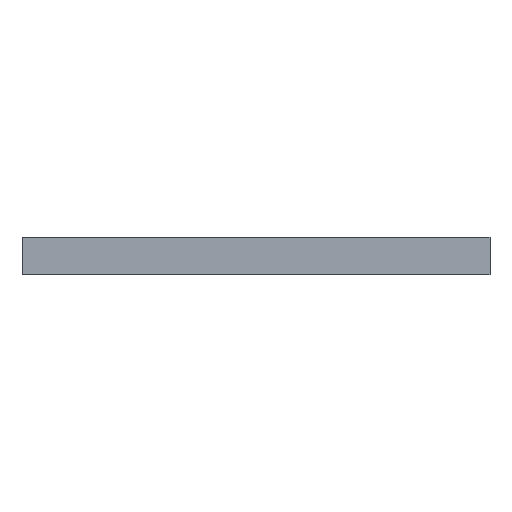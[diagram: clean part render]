
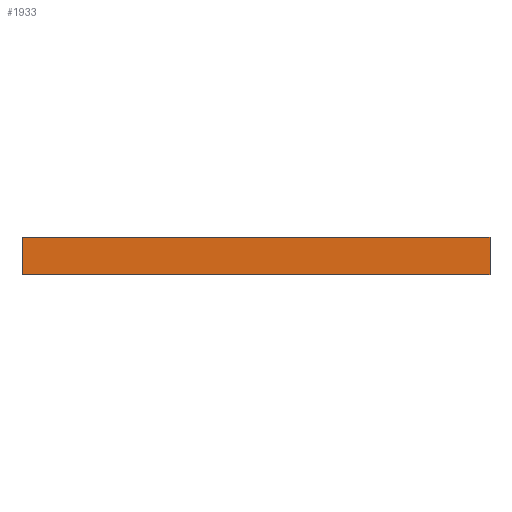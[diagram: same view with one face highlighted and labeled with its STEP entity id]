
A CAD part, front view. The second image highlights one B-rep face of the part: STEP entity #1933.
In plain terms, the highlighted planar face has unit normal (0, -1, 0).
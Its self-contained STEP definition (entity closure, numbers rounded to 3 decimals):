
#1872=CARTESIAN_POINT('POINT132',(74.,-70.,12.));
#1873=VERTEX_POINT('VERTEX132',#1872);
#1880=CARTESIAN_POINT('POINT133',(74.,-70.,0.));
#1881=VERTEX_POINT('VERTEX133',#1880);
#1882=CARTESIAN_POINT('POS204',(74.,-70.,0.));
#1883=DIRECTION('DIR302',(0.,0.,1.));
#1884=VECTOR('VEC106',#1883,1.);
#1885=LINE('STRAIGHT106',#1882,#1884);
#1886=EDGE_CURVE('EDGE187',#1881,#1873,#1885,.T.);
#1903=CARTESIAN_POINT('POINT134',(-74.,-70.,12.));
#1904=VERTEX_POINT('VERTEX134',#1903);
#1905=CARTESIAN_POINT('POS207',(74.,-70.,12.));
#1906=DIRECTION('DIR306',(-1.,0.,0.));
#1907=VECTOR('VEC108',#1906,1.);
#1908=LINE('STRAIGHT108',#1905,#1907);
#1909=EDGE_CURVE('EDGE189',#1873,#1904,#1908,.T.);
#1910=ORIENTED_EDGE('COEDGE317',*,*,#1909,.T.);
#1911=CARTESIAN_POINT('POINT135',(-74.,-70.,0.));
#1912=VERTEX_POINT('VERTEX135',#1911);
#1913=CARTESIAN_POINT('POS208',(-74.,-70.,0.));
#1914=DIRECTION('DIR307',(0.,0.,1.));
#1915=VECTOR('VEC109',#1914,1.);
#1916=LINE('STRAIGHT109',#1913,#1915);
#1917=EDGE_CURVE('EDGE190',#1912,#1904,#1916,.T.);
#1918=ORIENTED_EDGE('COEDGE318',*,*,#1917,.F.);
#1919=CARTESIAN_POINT('POS209',(74.,-70.,0.));
#1920=DIRECTION('DIR308',(-1.,0.,0.));
#1921=VECTOR('VEC110',#1920,1.);
#1922=LINE('STRAIGHT110',#1919,#1921);
#1923=EDGE_CURVE('EDGE191',#1881,#1912,#1922,.T.);
#1924=ORIENTED_EDGE('COEDGE319',*,*,#1923,.F.);
#1925=ORIENTED_EDGE('COEDGE320',*,*,#1886,.T.);
#1926=EDGE_LOOP('NONE',(#1910,#1918,#1924,#1925));
#1927=FACE_BOUND('LOOP1',#1926,.T.);
#1928=CARTESIAN_POINT('POS210',(74.,-70.,0.));
#1929=DIRECTION('DIR309',(0.,-1.,0.));
#1930=DIRECTION('DIR310',(1.,0.,0.));
#1931=AXIS2_PLACEMENT_3D('AXIS100',#1928,#1929,#1930);
#1932=PLANE('PLANE28',#1931);
#1933=ADVANCED_FACE('FACE64',(#1927),#1932,.T.);
